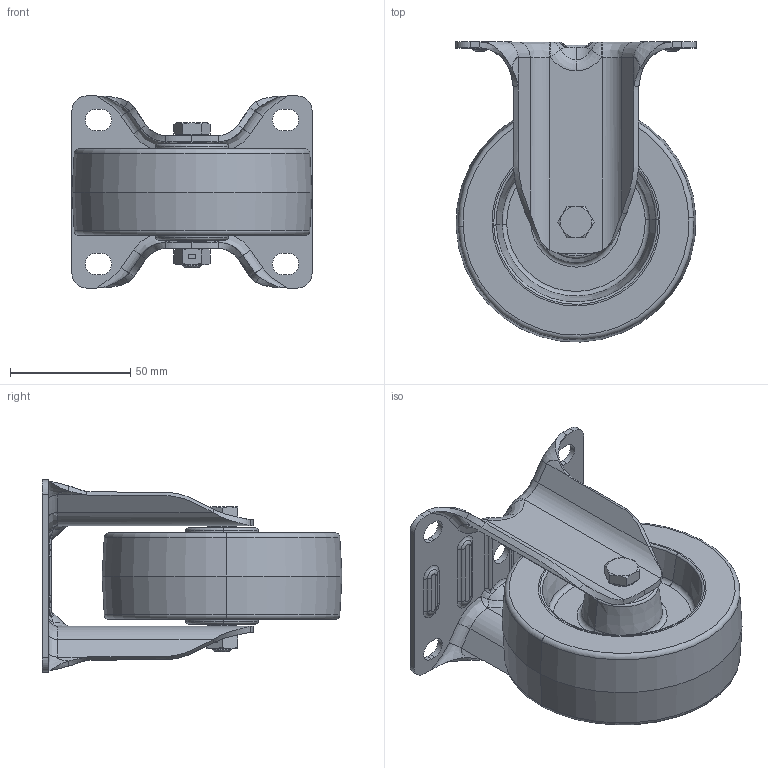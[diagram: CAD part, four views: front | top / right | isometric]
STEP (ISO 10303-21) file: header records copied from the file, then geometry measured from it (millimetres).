
FILE_DESCRIPTION (( 'STEP AP214' ), '1' );
FILE_NAME ('0055781.step', '2023-07-26T12:52:22', ( '' ), ( '' ), 'SwSTEP 2.0', 'SolidWorks 2020', '' );
FILE_SCHEMA (( 'AUTOMOTIVE_DESIGN' ));
Length unit declared in the file: millimetre
Products named in the file (1): 0055781
Bounding box: 100 x 124.97 x 80 mm (x, y, z)
Volume: 252759.6 mm3; surface area: 87709 mm2
Topology: 6 solids, 6 shells, 404 faces, 932 edges, 548 vertices
Faces by surface type: bspline 112, cylinder 104, plane 96, cone 54, torus 38
Entity records: 24505 total; most frequent: CARTESIAN_POINT 11783, ORIENTED_EDGE 1848, DIRECTION 1470, EDGE_CURVE 924, AXIS2_PLACEMENT_3D 591, VERTEX_POINT 548, EDGE_LOOP 442, UNCERTAINTY_MEASURE_WITH_UNIT 412
